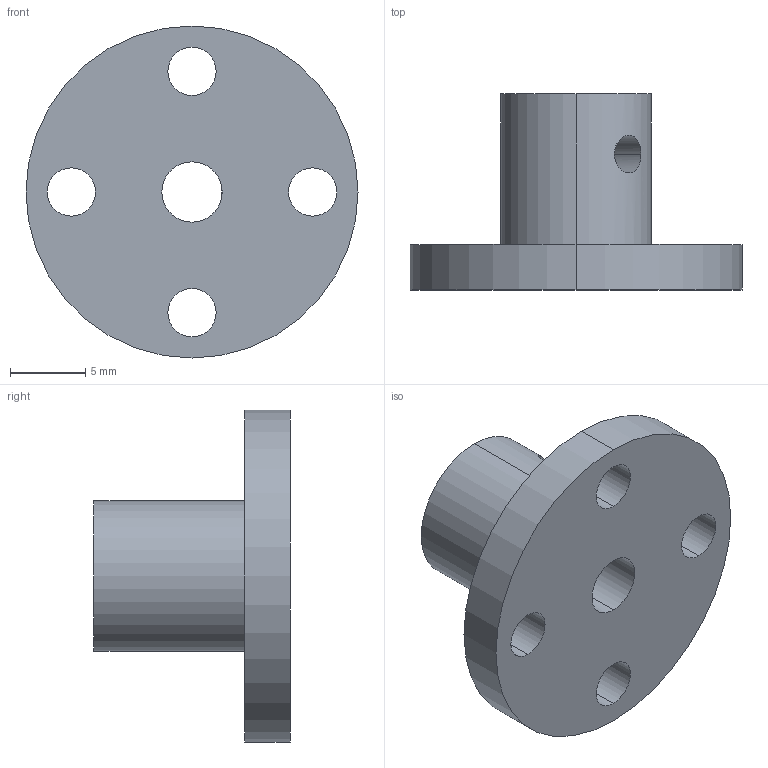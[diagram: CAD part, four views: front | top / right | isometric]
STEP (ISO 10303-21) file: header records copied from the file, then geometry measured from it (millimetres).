
FILE_DESCRIPTION (( 'STEP AP214' ), '1' );
FILE_NAME ('Aluminum Alloy Flange Coupling, 4 mm SHAFT HOLE.STEP', '2018-11-22T06:09:25', ( '' ), ( '' ), 'SwSTEP 2.0', 'SolidWorks 2018', '' );
FILE_SCHEMA (( 'AUTOMOTIVE_DESIGN' ));
Length unit declared in the file: millimetre
Products named in the file (2): Aluminum Alloy Flange Coupling, 4 mm SHAFT HOLE
Bounding box: 22 x 13 x 22 mm (x, y, z)
Volume: 1634.8 mm3; surface area: 1502.5 mm2
Topology: 1 solids, 1 shells, 23 faces, 58 edges, 38 vertices
Faces by surface type: cylinder 18, plane 3, cone 2
Entity records: 967 total; most frequent: CARTESIAN_POINT 277, DIRECTION 130, ORIENTED_EDGE 116, EDGE_CURVE 58, AXIS2_PLACEMENT_3D 55, VERTEX_POINT 38, EDGE_LOOP 38, CIRCLE 30
